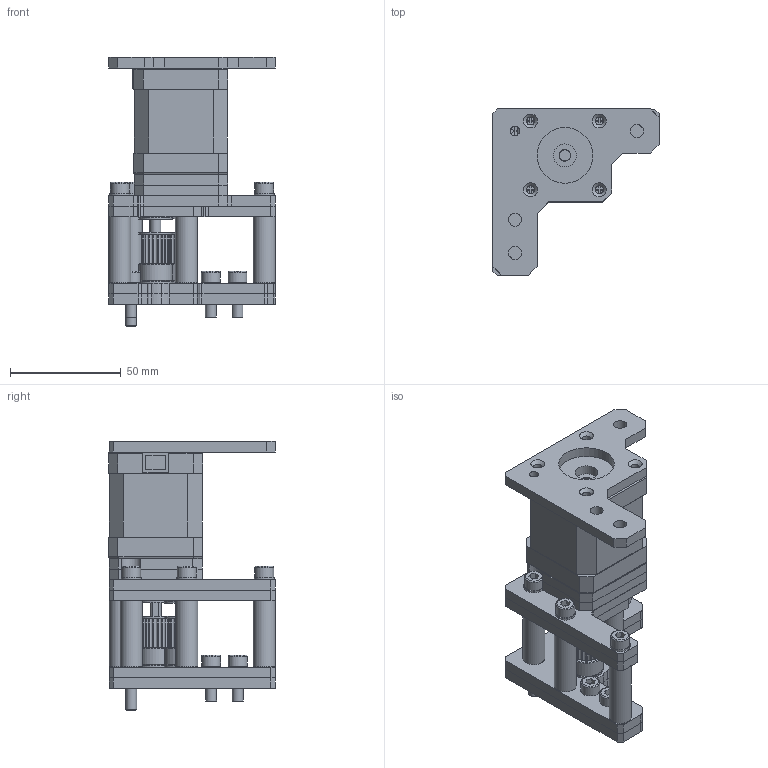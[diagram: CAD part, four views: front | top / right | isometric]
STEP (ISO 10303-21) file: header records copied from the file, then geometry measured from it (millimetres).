
FILE_DESCRIPTION(/* description */ (''),/* implementation_level */ '2;1');
FILE_NAME(/* name */ 'Blackburn_Drive_unit pre-alpha v0.1.step',/* time_stamp */ '2024-04-25T19:02:51-05:00',/* author */ (''),/* organization */ (''),/* preprocessor_version */ 'ST-DEVELOPER v20',/* originating_system */ 'Autodesk Translation Framework v12.20.1.177',/* authorisation */ '');
FILE_SCHEMA (('AUTOMOTIVE_DESIGN { 1 0 10303 214 3 1 1 }'));
Products named in the file (15): Drive unit; hardware; 3684N14_Corrosion-Resistant HTD Timing Belt Pulley (1); 3684N14_Corrosion-Resistant HTD Timing Belt Pulley; F695 ZZ (11); 94669A146_Aluminum Unthreaded Spacer; Broached Hexagon Socket Head Cap Screw ANSI B18.3.1M - M5x0.8 x 60 St
eel Grade 2 Plain v1; Washer DIN 433-1 - 5.3 - A Steel 100 HV Plain v1; Broached Hexagon Socket Head Cap Screw ANSI B18.3.1M - M5x0.8 x 50 St
eel Grade 2 Plain v1; Broached Hexagon Socket Flat Countersunk Head Cap Screw ASME B18.3.5M
 - M3x20 Steel Grade 2 Plain v1; Broached Hexagon Socket Head Cap Screw ANSI B18.3.1M - M5x0.8 x 16 St
eel Grade 2 Plain v1; bottom plate; top plate; Nema17 Stepper Motor v5; back plate
Assembly tree (34 placements, depth 3):
  Drive unit
    hardware
      3684N14_Corrosion-Resistant HTD Timing Belt Pulley (1)
      3684N14_Corrosion-Resistant HTD Timing Belt Pulley
      F695 ZZ (11)  x4
      94669A146_Aluminum Unthreaded Spacer  x6
      Washer DIN 433-1 - 5.3 - A Steel 100 HV Plain v1  x6
      Broached Hexagon Socket Head Cap Screw ANSI B18.3.1M - M5x0.8 x 60 St
eel Grade 2 Plain v1
      Broached Hexagon Socket Head Cap Screw ANSI B18.3.1M - M5x0.8 x 16 St
eel Grade 2 Plain v1  x4
      Broached Hexagon Socket Head Cap Screw ANSI B18.3.1M - M5x0.8 x 50 St
eel Grade 2 Plain v1  x5
      Broached Hexagon Socket Flat Countersunk Head Cap Screw ASME B18.3.5M
 - M3x20 Steel Grade 2 Plain v1
    bottom plate
    top plate
    Nema17 Stepper Motor v5
    back plate
Bounding box: 75 x 75.2 x 121.26 mm (x, y, z)
Volume: 179021.5 mm3; surface area: 92093.5 mm2
Topology: 47 solids, 47 shells, 1122 faces, 2692 edges, 1723 vertices
Faces by surface type: cylinder 501, plane 478, cone 112, bspline 16, torus 15
Full cylindrical faces by diameter (mm): 2.927 x1, 3 x4, 3.6 x15, 3.81 x75, 3.864 x24, 4.2 x5, 4.901 x10, 4.975 x1, 5 x8, 5.254 x3, 5.3 x12, 5.35 x1, 5.5 x2, 5.8 x28, 6.35 x8, 6.5 x8, 7.54 x1, 8.5 x10, 9 x6, 10 x7, 10.334 x1, 11.5 x8, 13 x4, 13.1 x9, 15 x8, 21.97 x1, 25.1 x1
Entity records: 46591 total; most frequent: CARTESIAN_POINT 24392, DIRECTION 4572, ORIENTED_EDGE 4482, EDGE_CURVE 2241, AXIS2_PLACEMENT_3D 1724, VERTEX_POINT 1460, LINE 1124, VECTOR 1124
